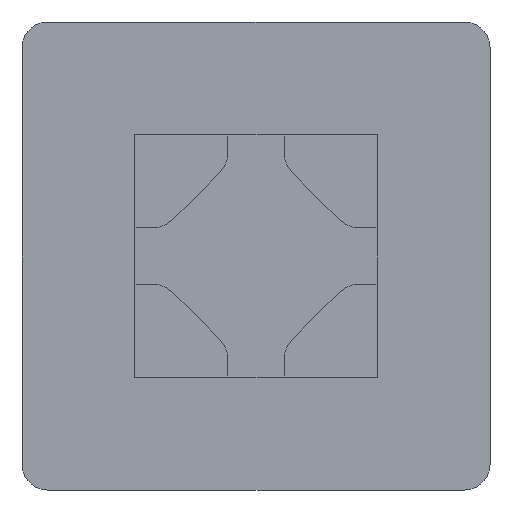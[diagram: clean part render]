
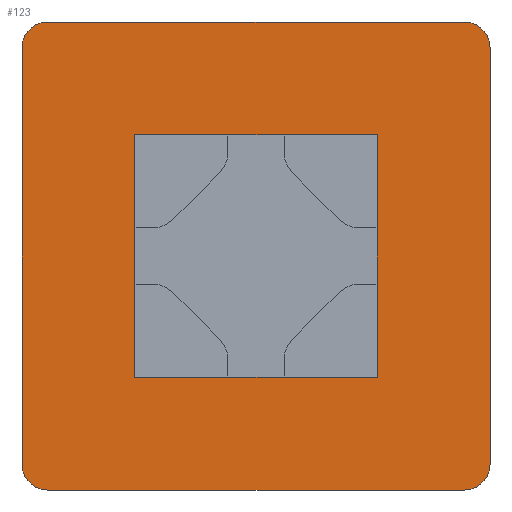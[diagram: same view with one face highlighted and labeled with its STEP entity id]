
A CAD part, front view. The second image highlights one B-rep face of the part: STEP entity #123.
In plain terms, the highlighted planar face has unit normal (0, -1, 0).
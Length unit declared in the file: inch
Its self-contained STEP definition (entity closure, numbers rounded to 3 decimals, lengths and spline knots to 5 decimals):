
#19 = ORIENTED_EDGE ( 'NONE', *, *, #279, .T. ) ;
#34 = VERTEX_POINT ( 'NONE', #735 ) ;
#38 = DIRECTION ( 'NONE',  ( -1., 0., 0. ) ) ;
#41 = ORIENTED_EDGE ( 'NONE', *, *, #648, .T. ) ;
#53 = EDGE_CURVE ( 'NONE', #1304, #828, #1534, .T. ) ;
#57 = CARTESIAN_POINT ( 'NONE',  ( 1.14173, 0.19685, 0. ) ) ;
#66 = CARTESIAN_POINT ( 'NONE',  ( 0., 0.19685, -0.0625 ) ) ;
#96 = VERTEX_POINT ( 'NONE', #524 ) ;
#101 = DIRECTION ( 'NONE',  ( 0., 0., 1. ) ) ;
#116 = EDGE_CURVE ( 'NONE', #932, #665, #419, .T. ) ;
#121 = ORIENTED_EDGE ( 'NONE', *, *, #194, .T. ) ;
#123 = ADVANCED_FACE ( 'NONE', ( #775, #1376 ), #1033, .T. ) ;
#131 = CARTESIAN_POINT ( 'NONE',  ( 0.86614, 0.19685, -0.86614 ) ) ;
#136 = DIRECTION ( 'NONE',  ( 0., 0., -1. ) ) ;
#141 = ORIENTED_EDGE ( 'NONE', *, *, #1371, .T. ) ;
#158 = AXIS2_PLACEMENT_3D ( 'NONE', #948, #1438, #323 ) ;
#166 = CARTESIAN_POINT ( 'NONE',  ( 0., 0.19685, -1.07923 ) ) ;
#173 = CARTESIAN_POINT ( 'NONE',  ( 0.27559, 0.19685, -0.27559 ) ) ;
#183 = ORIENTED_EDGE ( 'NONE', *, *, #1488, .F. ) ;
#191 = VERTEX_POINT ( 'NONE', #275 ) ;
#194 = EDGE_CURVE ( 'NONE', #34, #413, #450, .T. ) ;
#202 = DIRECTION ( 'NONE',  ( 0., -1., 0. ) ) ;
#208 = VECTOR ( 'NONE', #759, 39.37008 ) ;
#260 = AXIS2_PLACEMENT_3D ( 'NONE', #1111, #603, #1361 ) ;
#275 = CARTESIAN_POINT ( 'NONE',  ( 1.07923, 0.19685, 0. ) ) ;
#279 = EDGE_CURVE ( 'NONE', #413, #934, #590, .T. ) ;
#292 = LINE ( 'NONE', #1411, #1102 ) ;
#323 = DIRECTION ( 'NONE',  ( 0., 0., -1. ) ) ;
#362 = CARTESIAN_POINT ( 'NONE',  ( 0.86614, 0.19685, -0.27559 ) ) ;
#366 = CARTESIAN_POINT ( 'NONE',  ( 0., 0.19685, 0. ) ) ;
#369 = CARTESIAN_POINT ( 'NONE',  ( 1.07923, 0.19685, -1.14173 ) ) ;
#413 = VERTEX_POINT ( 'NONE', #369 ) ;
#419 = LINE ( 'NONE', #1009, #667 ) ;
#422 = ORIENTED_EDGE ( 'NONE', *, *, #894, .F. ) ;
#450 = LINE ( 'NONE', #565, #458 ) ;
#458 = VECTOR ( 'NONE', #1167, 39.37008 ) ;
#485 = CIRCLE ( 'NONE', #260, 0.0625 ) ;
#507 = CIRCLE ( 'NONE', #158, 0.0625 ) ;
#524 = CARTESIAN_POINT ( 'NONE',  ( 0.27559, 0.19685, -0.86614 ) ) ;
#565 = CARTESIAN_POINT ( 'NONE',  ( 0., 0.19685, -1.14173 ) ) ;
#588 = EDGE_CURVE ( 'NONE', #1549, #34, #507, .T. ) ;
#590 = CIRCLE ( 'NONE', #1001, 0.0625 ) ;
#603 = DIRECTION ( 'NONE',  ( 0., -1., 0. ) ) ;
#648 = EDGE_CURVE ( 'NONE', #828, #1549, #1211, .T. ) ;
#664 = VECTOR ( 'NONE', #101, 39.37008 ) ;
#665 = VERTEX_POINT ( 'NONE', #1365 ) ;
#667 = VECTOR ( 'NONE', #38, 39.37008 ) ;
#672 = ORIENTED_EDGE ( 'NONE', *, *, #820, .T. ) ;
#683 = DIRECTION ( 'NONE',  ( 0., 0., -1. ) ) ;
#727 = EDGE_LOOP ( 'NONE', ( #1074, #422, #183, #1168 ) ) ;
#735 = CARTESIAN_POINT ( 'NONE',  ( 0.0625, 0.19685, -1.14173 ) ) ;
#759 = DIRECTION ( 'NONE',  ( 0., 0., 1. ) ) ;
#767 = CARTESIAN_POINT ( 'NONE',  ( 0., 0.19685, 0. ) ) ;
#775 = FACE_BOUND ( 'NONE', #727, .T. ) ;
#806 = EDGE_LOOP ( 'NONE', ( #672, #1449, #41, #1500, #121, #19, #1422, #141 ) ) ;
#820 = EDGE_CURVE ( 'NONE', #191, #1304, #1121, .T. ) ;
#828 = VERTEX_POINT ( 'NONE', #66 ) ;
#833 = CARTESIAN_POINT ( 'NONE',  ( 1.14173, 0.19685, -1.07923 ) ) ;
#851 = CARTESIAN_POINT ( 'NONE',  ( 0.0625, 0.19685, -0.0625 ) ) ;
#860 = DIRECTION ( 'NONE',  ( 0., 0., -1. ) ) ;
#872 = LINE ( 'NONE', #1580, #208 ) ;
#887 = DIRECTION ( 'NONE',  ( 0., 0., -1. ) ) ;
#894 = EDGE_CURVE ( 'NONE', #1357, #932, #1082, .T. ) ;
#919 = AXIS2_PLACEMENT_3D ( 'NONE', #851, #1225, #136 ) ;
#932 = VERTEX_POINT ( 'NONE', #1448 ) ;
#934 = VERTEX_POINT ( 'NONE', #833 ) ;
#943 = VECTOR ( 'NONE', #1516, 39.37008 ) ;
#947 = AXIS2_PLACEMENT_3D ( 'NONE', #767, #1520, #1025 ) ;
#948 = CARTESIAN_POINT ( 'NONE',  ( 0.0625, 0.19685, -1.07923 ) ) ;
#960 = VERTEX_POINT ( 'NONE', #1208 ) ;
#1001 = AXIS2_PLACEMENT_3D ( 'NONE', #1285, #202, #683 ) ;
#1009 = CARTESIAN_POINT ( 'NONE',  ( 0.27559, 0.19685, -0.27559 ) ) ;
#1022 = VECTOR ( 'NONE', #860, 39.37008 ) ;
#1025 = DIRECTION ( 'NONE',  ( 0., 0., -1. ) ) ;
#1033 = PLANE ( 'NONE',  #947 ) ;
#1074 = ORIENTED_EDGE ( 'NONE', *, *, #116, .F. ) ;
#1082 = LINE ( 'NONE', #362, #664 ) ;
#1102 = VECTOR ( 'NONE', #1142, 39.37008 ) ;
#1111 = CARTESIAN_POINT ( 'NONE',  ( 1.07923, 0.19685, -0.0625 ) ) ;
#1121 = LINE ( 'NONE', #57, #943 ) ;
#1142 = DIRECTION ( 'NONE',  ( 1., 0., 0. ) ) ;
#1167 = DIRECTION ( 'NONE',  ( 1., 0., 0. ) ) ;
#1168 = ORIENTED_EDGE ( 'NONE', *, *, #1508, .F. ) ;
#1208 = CARTESIAN_POINT ( 'NONE',  ( 1.14173, 0.19685, -0.0625 ) ) ;
#1211 = LINE ( 'NONE', #366, #1022 ) ;
#1225 = DIRECTION ( 'NONE',  ( 0., -1., 0. ) ) ;
#1285 = CARTESIAN_POINT ( 'NONE',  ( 1.07923, 0.19685, -1.07923 ) ) ;
#1304 = VERTEX_POINT ( 'NONE', #1428 ) ;
#1357 = VERTEX_POINT ( 'NONE', #131 ) ;
#1358 = VECTOR ( 'NONE', #887, 39.37008 ) ;
#1361 = DIRECTION ( 'NONE',  ( 0., 0., -1. ) ) ;
#1365 = CARTESIAN_POINT ( 'NONE',  ( 0.27559, 0.19685, -0.27559 ) ) ;
#1371 = EDGE_CURVE ( 'NONE', #960, #191, #485, .T. ) ;
#1376 = FACE_OUTER_BOUND ( 'NONE', #806, .T. ) ;
#1380 = EDGE_CURVE ( 'NONE', #934, #960, #872, .T. ) ;
#1400 = LINE ( 'NONE', #173, #1358 ) ;
#1411 = CARTESIAN_POINT ( 'NONE',  ( 0.27559, 0.19685, -0.86614 ) ) ;
#1422 = ORIENTED_EDGE ( 'NONE', *, *, #1380, .T. ) ;
#1428 = CARTESIAN_POINT ( 'NONE',  ( 0.0625, 0.19685, 0. ) ) ;
#1438 = DIRECTION ( 'NONE',  ( 0., -1., 0. ) ) ;
#1448 = CARTESIAN_POINT ( 'NONE',  ( 0.86614, 0.19685, -0.27559 ) ) ;
#1449 = ORIENTED_EDGE ( 'NONE', *, *, #53, .T. ) ;
#1488 = EDGE_CURVE ( 'NONE', #96, #1357, #292, .T. ) ;
#1500 = ORIENTED_EDGE ( 'NONE', *, *, #588, .T. ) ;
#1508 = EDGE_CURVE ( 'NONE', #665, #96, #1400, .T. ) ;
#1516 = DIRECTION ( 'NONE',  ( -1., 0., 0. ) ) ;
#1520 = DIRECTION ( 'NONE',  ( 0., -1., 0. ) ) ;
#1534 = CIRCLE ( 'NONE', #919, 0.0625 ) ;
#1549 = VERTEX_POINT ( 'NONE', #166 ) ;
#1580 = CARTESIAN_POINT ( 'NONE',  ( 1.14173, 0.19685, -1.14173 ) ) ;
